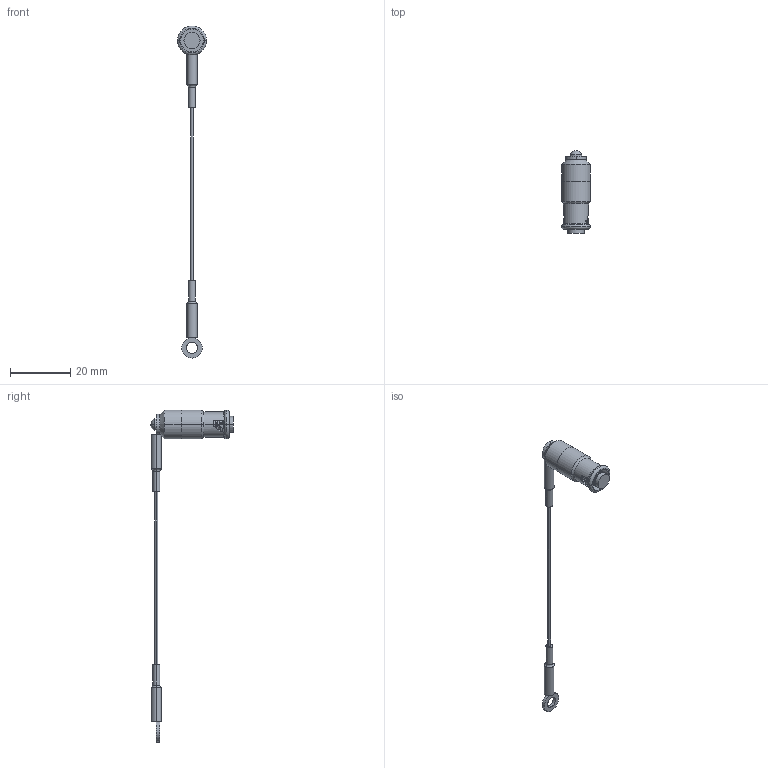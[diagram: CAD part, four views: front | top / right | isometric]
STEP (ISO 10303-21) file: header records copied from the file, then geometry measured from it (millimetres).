
FILE_DESCRIPTION (( 'STEP AP203' ), '1' );
FILE_NAME ('DSTCP-RSTADPTN.STEP', '2012-05-17T15:06:40', ( 'x' ), ( 'Microsoft' ), 'SwSTEP 2.0', 'SolidWorks 2010', '' );
FILE_SCHEMA (( 'CONFIG_CONTROL_DESIGN' ));
Length unit declared in the file: inch
Products named in the file (4): FOC-M83522-MA8; DSTCP-RSTADPTN-MA1; DSTCP-RSTADPTN; DSTCP-RSTADPTN-MA2
Assembly tree (3 placements, depth 2):
  DSTCP-RSTADPTN
    FOC-M83522-MA8
    DSTCP-RSTADPTN-MA2
    DSTCP-RSTADPTN-MA1
Bounding box: 9.6 x 27.38 x 110.03 mm (x, y, z)
Volume: 1552.2 mm3; surface area: 2028 mm2
Topology: 3 solids, 3 shells, 106 faces, 259 edges, 165 vertices
Faces by surface type: cylinder 53, plane 35, torus 12, bspline 2, sphere 2, cone 2
Entity records: 4779 total; most frequent: CARTESIAN_POINT 1862, DIRECTION 543, ORIENTED_EDGE 518, EDGE_CURVE 259, AXIS2_PLACEMENT_3D 224, VERTEX_POINT 165, EDGE_LOOP 120, CIRCLE 114
